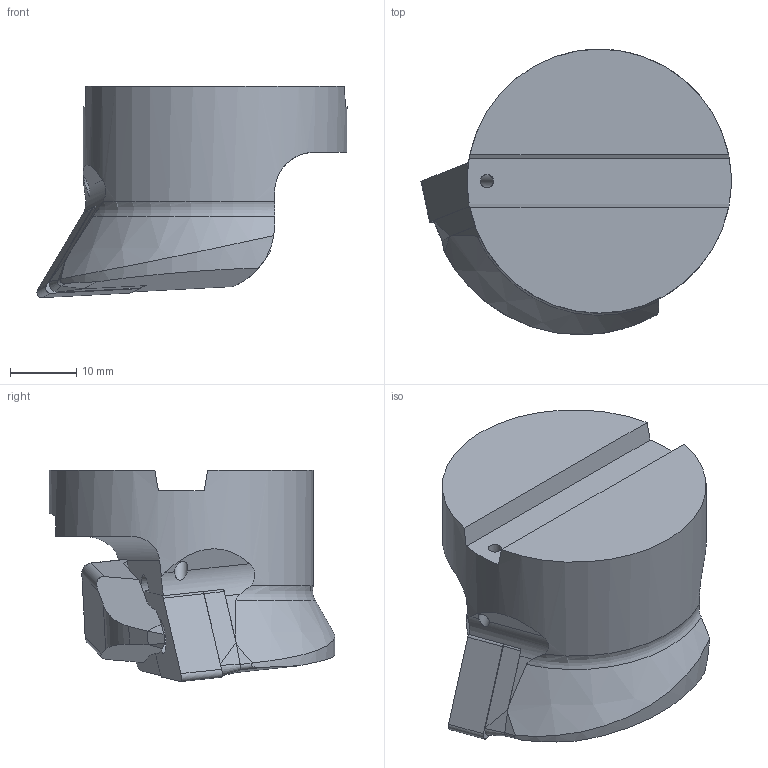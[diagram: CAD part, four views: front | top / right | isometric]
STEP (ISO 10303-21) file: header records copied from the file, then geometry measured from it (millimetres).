
FILE_DESCRIPTION((''),'1');
FILE_NAME('B40-DDUNR-27032-15.stp','2024-01-05T07:22:21',(''),(''),'Spatial Interop R21 SP3','Kubotek KeyCreator 2011 V10.0.2 (22737)',' ');
FILE_SCHEMA(('automotive_design'));
Length unit declared in the file: millimetre
Products named in the file (4): 240[2]; 242[4]; 241[3]
Bounding box: 46.97 x 43.25 x 32 mm (x, y, z)
Volume: 26709.5 mm3; surface area: 8360.1 mm2
Topology: 4 solids, 4 shells, 91 faces, 249 edges, 165 vertices
Faces by surface type: plane 49, cylinder 33, cone 6, sphere 2, torus 1
Full cylindrical faces by diameter (mm): 2 x2, 5.16 x1, 6 x1, 40 x1
Entity records: 5452 total; most frequent: CARTESIAN_POINT 908, ORIENTED_EDGE 480, PRESENTATION_STYLE_ASSIGNMENT 428, COLOUR_RGB 428, DIRECTION 416, STYLED_ITEM 334, CURVE_STYLE 334, DRAUGHTING_PRE_DEFINED_CURVE_FONT 334
